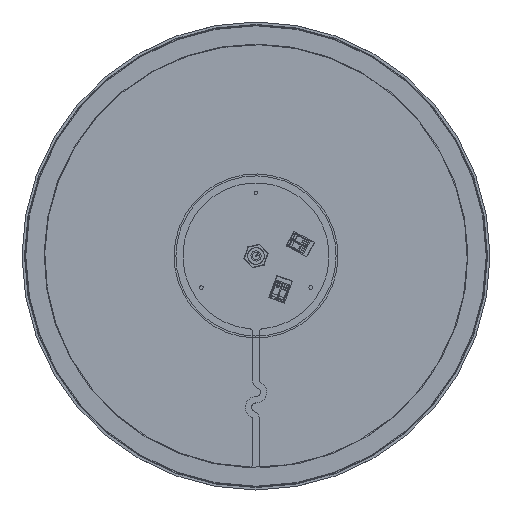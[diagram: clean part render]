
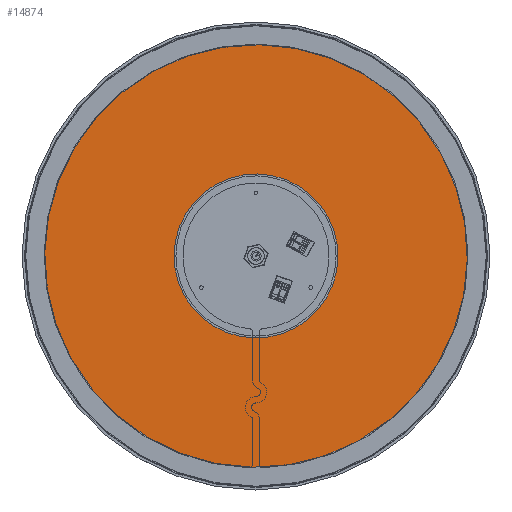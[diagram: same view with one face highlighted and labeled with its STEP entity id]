
A CAD part, top view. The second image highlights one B-rep face of the part: STEP entity #14874.
In plain terms, the highlighted face is planar.
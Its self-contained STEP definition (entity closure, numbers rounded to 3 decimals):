
#672=FACE_BOUND('',#2784,.T.);
#1858=FACE_OUTER_BOUND('',#2783,.T.);
#2783=EDGE_LOOP('',(#13312));
#2784=EDGE_LOOP('',(#13313,#13314));
#5887=CIRCLE('',#17603,167.5);
#5888=CIRCLE('',#17604,65.);
#5889=CIRCLE('',#17605,65.);
#7288=VERTEX_POINT('',#27105);
#7289=VERTEX_POINT('',#27107);
#7290=VERTEX_POINT('',#27108);
#9324=EDGE_CURVE('',#7288,#7288,#5887,.T.);
#9325=EDGE_CURVE('',#7289,#7290,#5888,.T.);
#9326=EDGE_CURVE('',#7290,#7289,#5889,.T.);
#13312=ORIENTED_EDGE('',*,*,#9324,.T.);
#13313=ORIENTED_EDGE('',*,*,#9325,.T.);
#13314=ORIENTED_EDGE('',*,*,#9326,.T.);
#14143=PLANE('',#17602);
#14874=ADVANCED_FACE('',(#1858,#672),#14143,.T.);
#17602=AXIS2_PLACEMENT_3D('',#27104,#21974,#21975);
#17603=AXIS2_PLACEMENT_3D('',#27106,#21976,#21977);
#17604=AXIS2_PLACEMENT_3D('',#27109,#21978,#21979);
#17605=AXIS2_PLACEMENT_3D('',#27110,#21980,#21981);
#21974=DIRECTION('center_axis',(0.,0.,-1.));
#21975=DIRECTION('ref_axis',(-1.,0.,0.));
#21976=DIRECTION('center_axis',(0.,0.,-1.));
#21977=DIRECTION('ref_axis',(1.,0.,0.));
#21978=DIRECTION('center_axis',(0.,0.,1.));
#21979=DIRECTION('ref_axis',(0.,-1.,0.));
#21980=DIRECTION('center_axis',(0.,0.,1.));
#21981=DIRECTION('ref_axis',(0.,-1.,0.));
#27104=CARTESIAN_POINT('Origin',(0.,0.,0.));
#27105=CARTESIAN_POINT('',(167.5,0.,0.));
#27106=CARTESIAN_POINT('Origin',(0.,0.,0.));
#27107=CARTESIAN_POINT('',(0.,-65.,0.));
#27108=CARTESIAN_POINT('',(65.,0.,0.));
#27109=CARTESIAN_POINT('Origin',(0.,0.,0.));
#27110=CARTESIAN_POINT('Origin',(0.,0.,0.));
